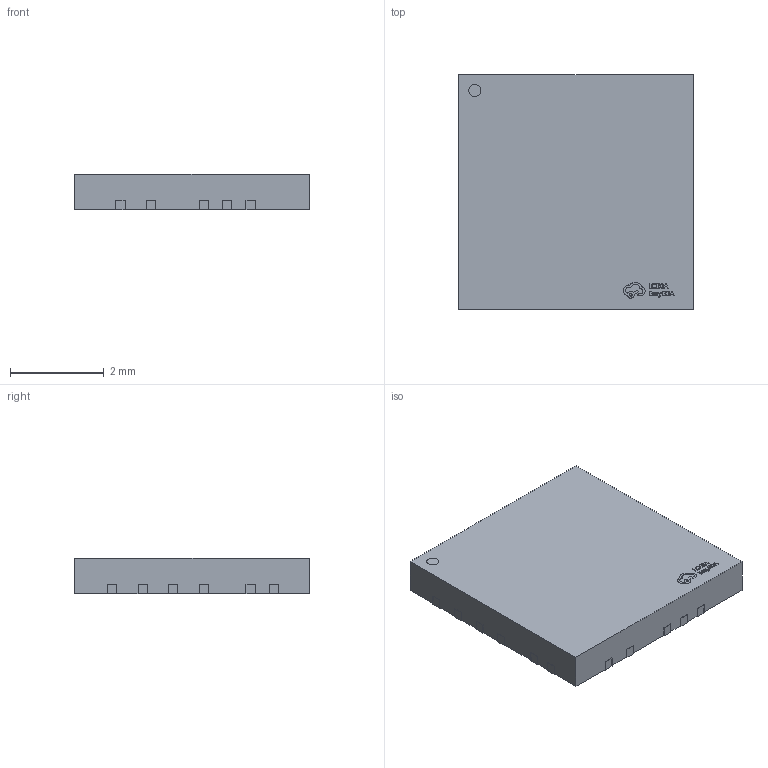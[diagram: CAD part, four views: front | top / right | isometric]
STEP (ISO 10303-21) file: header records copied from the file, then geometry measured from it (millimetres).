
FILE_DESCRIPTION (( 'STEP AP214' ), '1' );
FILE_NAME ('MLP55-27_L5.0-W5.0-P0.50-TL_SIC46XXX.step', '2022-08-04T05:38:10', ( '' ), ( '' ), 'SwSTEP 2.0', 'SolidWorks 2020', '' );
FILE_SCHEMA (( 'AUTOMOTIVE_DESIGN' ));
Length unit declared in the file: millimetre
Products named in the file (1): MLP55-27_L5.0-W5.0-P0.50-TL_SIC46XXX
Bounding box: 5.02 x 5.02 x 0.76 mm (x, y, z)
Volume: 18.9 mm3; surface area: 66 mm2
Topology: 14 solids, 14 shells, 633 faces, 1788 edges, 1192 vertices
Faces by surface type: plane 459, bspline 112, cylinder 62
Entity records: 28616 total; most frequent: CARTESIAN_POINT 5718, ORIENTED_EDGE 3576, DIRECTION 2728, EDGE_CURVE 1788, LINE 1436, VECTOR 1436, VERTEX_POINT 1192, EDGE_LOOP 654
